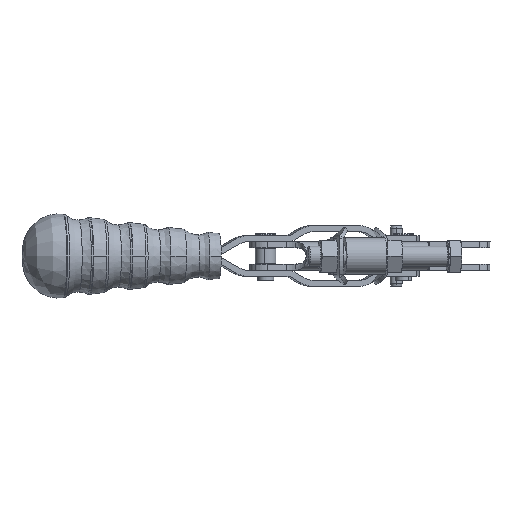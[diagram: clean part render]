
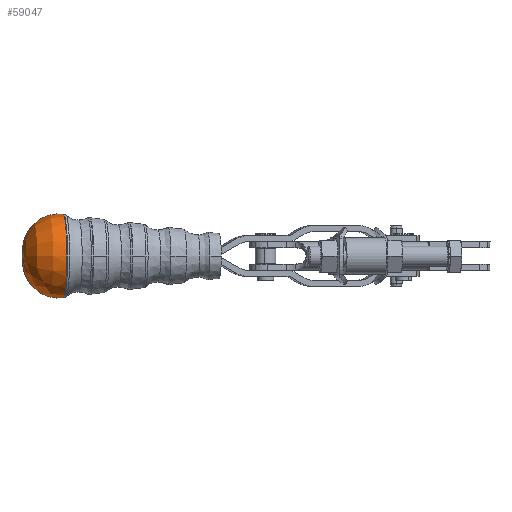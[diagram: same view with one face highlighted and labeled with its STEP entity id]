
A CAD part, left-side view. The second image highlights one B-rep face of the part: STEP entity #59047.
In plain terms, the highlighted free-form (B-spline) face has degree [2, 2] with [5, 9] control points.
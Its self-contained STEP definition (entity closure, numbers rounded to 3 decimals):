
#1073=CARTESIAN_POINT('',(46.499,192.952,10.349));
#1074=VERTEX_POINT('',#1073);
#1081=CARTESIAN_POINT('',(67.23,194.952,-10.478));
#1082=VERTEX_POINT('',#1081);
#1083=CARTESIAN_POINT('',(67.23,194.952,10.349));
#1084=DIRECTION('',(0.096,-0.995,0.));
#1085=DIRECTION('',(-0.995,-0.096,0.));
#1086=AXIS2_PLACEMENT_3D('',#1083,#1084,#1085);
#1087=CIRCLE('',#1086,20.827);
#1088=EDGE_CURVE('',#1074,#1082,#1087,.T.);
#1171=CARTESIAN_POINT('',(65.326,214.69,10.349));
#1172=VERTEX_POINT('',#1171);
#1173=CARTESIAN_POINT('',(67.031,197.015,7.402));
#1174=DIRECTION('',(0.995,0.096,0.));
#1175=DIRECTION('',(0.,0.,-1.0));
#1176=AXIS2_PLACEMENT_3D('',#1173,#1174,#1175);
#1177=CIRCLE('',#1176,18.);
#1178=EDGE_CURVE('',#1082,#1172,#1177,.T.);
#1180=CARTESIAN_POINT('',(67.23,194.952,31.177));
#1181=VERTEX_POINT('',#1180);
#1182=CARTESIAN_POINT('',(67.031,197.015,13.296));
#1183=DIRECTION('',(0.995,0.096,0.));
#1184=DIRECTION('',(0.,0.,1.0));
#1185=AXIS2_PLACEMENT_3D('',#1182,#1183,#1184);
#1186=CIRCLE('',#1185,18.);
#1187=EDGE_CURVE('',#1172,#1181,#1186,.T.);
#58982=CARTESIAN_POINT('',(65.326,214.69,10.349));
#58983=CARTESIAN_POINT('',(65.175,216.258,0.861));
#58984=CARTESIAN_POINT('',(65.848,209.277,-5.721));
#58985=CARTESIAN_POINT('',(66.521,202.297,-12.304));
#58986=CARTESIAN_POINT('',(67.421,192.971,-10.133));
#58987=CARTESIAN_POINT('',(65.326,214.69,10.349));
#58988=CARTESIAN_POINT('',(55.73,215.347,0.861));
#58989=CARTESIAN_POINT('',(49.851,207.735,-5.721));
#58990=CARTESIAN_POINT('',(43.972,200.123,-12.304));
#58991=CARTESIAN_POINT('',(47.033,191.004,-10.133));
#58992=CARTESIAN_POINT('',(65.326,214.69,10.349));
#58993=CARTESIAN_POINT('',(55.73,215.347,10.349));
#58994=CARTESIAN_POINT('',(49.851,207.735,10.349));
#58995=CARTESIAN_POINT('',(43.972,200.123,10.349));
#58996=CARTESIAN_POINT('',(47.033,191.004,10.349));
#58997=CARTESIAN_POINT('',(65.326,214.69,10.349));
#58998=CARTESIAN_POINT('',(55.73,215.347,19.838));
#58999=CARTESIAN_POINT('',(49.851,207.735,26.42));
#59000=CARTESIAN_POINT('',(43.972,200.123,33.003));
#59001=CARTESIAN_POINT('',(47.033,191.004,30.832));
#59002=CARTESIAN_POINT('',(65.326,214.69,10.349));
#59003=CARTESIAN_POINT('',(65.175,216.258,19.838));
#59004=CARTESIAN_POINT('',(65.848,209.277,26.42));
#59005=CARTESIAN_POINT('',(66.521,202.297,33.003));
#59006=CARTESIAN_POINT('',(67.421,192.971,30.832));
#59007=CARTESIAN_POINT('',(65.326,214.69,10.349));
#59008=CARTESIAN_POINT('',(74.619,217.169,19.838));
#59009=CARTESIAN_POINT('',(81.844,210.82,26.42));
#59010=CARTESIAN_POINT('',(89.07,204.472,33.003));
#59011=CARTESIAN_POINT('',(87.809,194.937,30.832));
#59012=CARTESIAN_POINT('',(65.326,214.69,10.349));
#59013=CARTESIAN_POINT('',(74.619,217.169,10.349));
#59014=CARTESIAN_POINT('',(81.844,210.82,10.349));
#59015=CARTESIAN_POINT('',(89.07,204.472,10.349));
#59016=CARTESIAN_POINT('',(87.809,194.937,10.349));
#59017=CARTESIAN_POINT('',(65.326,214.69,10.349));
#59018=CARTESIAN_POINT('',(74.619,217.169,0.861));
#59019=CARTESIAN_POINT('',(81.844,210.82,-5.721));
#59020=CARTESIAN_POINT('',(89.07,204.472,-12.304));
#59021=CARTESIAN_POINT('',(87.809,194.937,-10.133));
#59022=CARTESIAN_POINT('',(65.326,214.69,10.349));
#59023=CARTESIAN_POINT('',(65.175,216.258,0.861));
#59024=CARTESIAN_POINT('',(65.848,209.277,-5.721));
#59025=CARTESIAN_POINT('',(66.521,202.297,-12.304));
#59026=CARTESIAN_POINT('',(67.421,192.971,-10.133));
#59034=(BOUNDED_SURFACE()B_SPLINE_SURFACE(2,2,((#58982,#58987,#58992,#58997,#59002,#59007,#59012,#59017,#59022),(#58983,#58988,#58993,#58998,#59003,#59008,#59013,#59018,#59023),(#58984,#58989,#58994,#58999,#59004,#59009,#59014,#59019,#59024),(#58985,#58990,#58995,#59000,#59005,#59010,#59015,#59020,#59025),(#58986,#58991,#58996,#59001,#59006,#59011,#59016,#59021,#59026)),.UNSPECIFIED.,.F.,.T.,.U.)B_SPLINE_SURFACE_WITH_KNOTS((3,2,3),(3,2,2,2,3),(-1.735,-0.754,0.228),(0.0,1.571,3.142,4.712,6.283),.UNSPECIFIED.)GEOMETRIC_REPRESENTATION_ITEM()RATIONAL_B_SPLINE_SURFACE(((1.0,0.707,1.0,0.707,1.0,0.707,1.0,0.707,1.0),(0.882,0.624,0.882,0.624,0.882,0.624,0.882,0.624,0.882),(1.0,0.707,1.0,0.707,1.0,0.707,1.0,0.707,1.0),(0.882,0.624,0.882,0.624,0.882,0.624,0.882,0.624,0.882),(1.0,0.707,1.0,0.707,1.0,0.707,1.0,0.707,1.0)))REPRESENTATION_ITEM('')SURFACE());
#59035=ORIENTED_EDGE('',*,*,#1178,.F.);
#59036=ORIENTED_EDGE('',*,*,#1088,.F.);
#59037=CARTESIAN_POINT('',(67.23,194.952,10.349));
#59038=DIRECTION('',(0.096,-0.995,0.));
#59039=DIRECTION('',(-0.995,-0.096,0.));
#59040=AXIS2_PLACEMENT_3D('',#59037,#59038,#59039);
#59041=CIRCLE('',#59040,20.827);
#59042=EDGE_CURVE('',#1181,#1074,#59041,.T.);
#59043=ORIENTED_EDGE('',*,*,#59042,.F.);
#59044=ORIENTED_EDGE('',*,*,#1187,.F.);
#59045=EDGE_LOOP('',(#59035,#59036,#59043,#59044));
#59046=FACE_OUTER_BOUND('',#59045,.T.);
#59047=ADVANCED_FACE('',(#59046),#59034,.T.);
